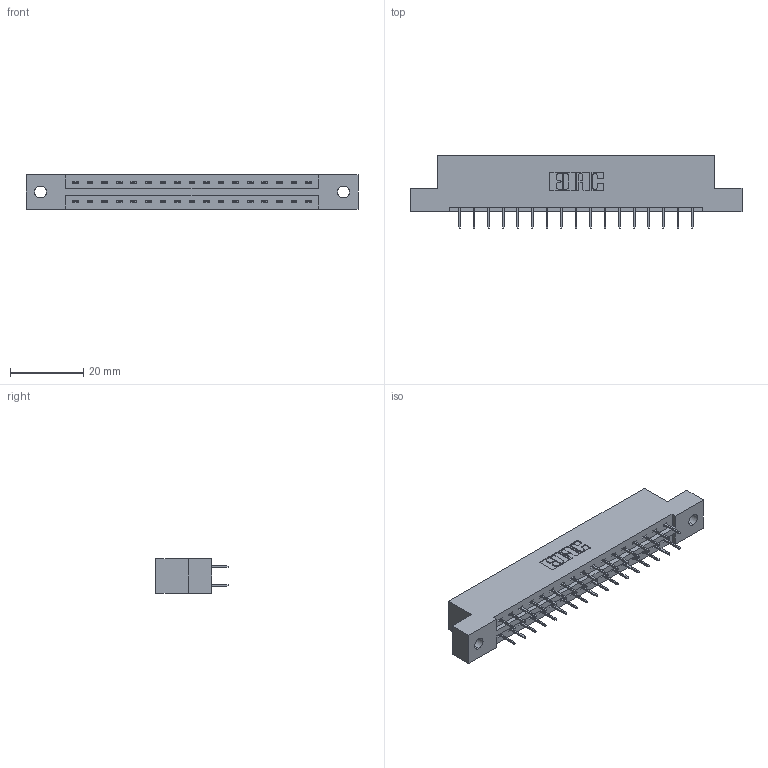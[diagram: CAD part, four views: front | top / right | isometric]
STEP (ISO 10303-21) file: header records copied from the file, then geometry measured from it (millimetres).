
FILE_DESCRIPTION (( 'STEP AP203' ), '1' );
FILE_NAME ('337-034-524-202.STEP', '2018-08-07T11:12:05', ( '' ), ( '' ), 'SwSTEP 2.0', 'SolidWorks 2016', '' );
FILE_SCHEMA (( 'CONFIG_CONTROL_DESIGN' ));
Length unit declared in the file: inch
Products named in the file (3): 337 Part_Flush Mounting Lugs - 0.128 Dia; 345-292-001_345-293-124; 337-034-524-202
Assembly tree (35 placements, depth 2):
  337-034-524-202
    337 Part_Flush Mounting Lugs - 0.128 Dia
    345-292-001_345-293-124  x34
Bounding box: 90.37 x 19.69 x 9.4 mm (x, y, z)
Volume: 9103.3 mm3; surface area: 9616.4 mm2
Topology: 35 solids, 35 shells, 2086 faces, 5921 edges, 3810 vertices
Faces by surface type: plane 1566, cylinder 520
Entity records: 16491 total; most frequent: CARTESIAN_POINT 2798, ORIENTED_EDGE 2734, DIRECTION 2427, EDGE_CURVE 1367, LINE 1243, VECTOR 1243, VERTEX_POINT 906, AXIS2_PLACEMENT_3D 592
